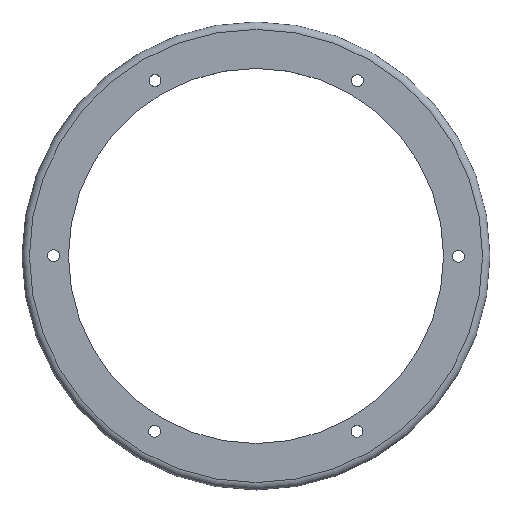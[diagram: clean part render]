
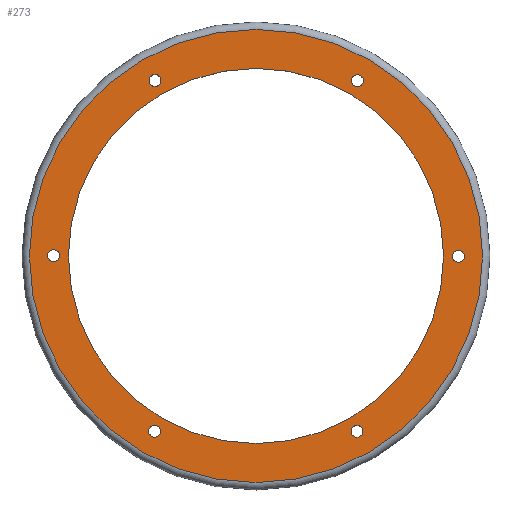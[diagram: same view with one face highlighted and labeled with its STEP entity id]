
A CAD part, top view. The second image highlights one B-rep face of the part: STEP entity #273.
In plain terms, the highlighted planar face has unit normal (0, 0, 1).
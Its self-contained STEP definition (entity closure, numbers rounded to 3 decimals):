
#22=FACE_BOUND('',#94,.T.);
#23=FACE_BOUND('',#95,.T.);
#24=FACE_BOUND('',#96,.T.);
#25=FACE_BOUND('',#97,.T.);
#26=FACE_BOUND('',#98,.T.);
#27=FACE_BOUND('',#99,.T.);
#28=FACE_BOUND('',#100,.T.);
#32=PLANE('',#319);
#70=FACE_OUTER_BOUND('',#93,.T.);
#93=EDGE_LOOP('',(#222));
#94=EDGE_LOOP('',(#223));
#95=EDGE_LOOP('',(#224));
#96=EDGE_LOOP('',(#225));
#97=EDGE_LOOP('',(#226));
#98=EDGE_LOOP('',(#227));
#99=EDGE_LOOP('',(#228));
#100=EDGE_LOOP('',(#229));
#117=CIRCLE('',#304,50.5);
#125=CIRCLE('',#314,61.);
#129=CIRCLE('',#320,1.6);
#130=CIRCLE('',#321,1.6);
#131=CIRCLE('',#322,1.6);
#132=CIRCLE('',#323,1.6);
#133=CIRCLE('',#324,1.6);
#134=CIRCLE('',#325,1.6);
#141=VERTEX_POINT('',#443);
#149=VERTEX_POINT('',#462);
#152=VERTEX_POINT('',#472);
#153=VERTEX_POINT('',#474);
#154=VERTEX_POINT('',#476);
#155=VERTEX_POINT('',#478);
#156=VERTEX_POINT('',#480);
#157=VERTEX_POINT('',#482);
#165=EDGE_CURVE('',#141,#141,#117,.T.);
#174=EDGE_CURVE('',#149,#149,#125,.T.);
#179=EDGE_CURVE('',#152,#152,#129,.T.);
#180=EDGE_CURVE('',#153,#153,#130,.T.);
#181=EDGE_CURVE('',#154,#154,#131,.T.);
#182=EDGE_CURVE('',#155,#155,#132,.T.);
#183=EDGE_CURVE('',#156,#156,#133,.T.);
#184=EDGE_CURVE('',#157,#157,#134,.T.);
#222=ORIENTED_EDGE('',*,*,#174,.F.);
#223=ORIENTED_EDGE('',*,*,#179,.T.);
#224=ORIENTED_EDGE('',*,*,#180,.T.);
#225=ORIENTED_EDGE('',*,*,#181,.T.);
#226=ORIENTED_EDGE('',*,*,#165,.T.);
#227=ORIENTED_EDGE('',*,*,#182,.T.);
#228=ORIENTED_EDGE('',*,*,#183,.T.);
#229=ORIENTED_EDGE('',*,*,#184,.T.);
#273=ADVANCED_FACE('',(#70,#22,#23,#24,#25,#26,#27,#28),#32,.T.);
#304=AXIS2_PLACEMENT_3D('',#444,#353,#354);
#314=AXIS2_PLACEMENT_3D('',#463,#374,#375);
#319=AXIS2_PLACEMENT_3D('',#471,#385,#386);
#320=AXIS2_PLACEMENT_3D('',#473,#387,#388);
#321=AXIS2_PLACEMENT_3D('',#475,#389,#390);
#322=AXIS2_PLACEMENT_3D('',#477,#391,#392);
#323=AXIS2_PLACEMENT_3D('',#479,#393,#394);
#324=AXIS2_PLACEMENT_3D('',#481,#395,#396);
#325=AXIS2_PLACEMENT_3D('',#483,#397,#398);
#353=DIRECTION('center_axis',(0.,0.,-1.));
#354=DIRECTION('ref_axis',(1.,0.,0.));
#374=DIRECTION('center_axis',(0.,0.,-1.));
#375=DIRECTION('ref_axis',(1.,0.,0.));
#385=DIRECTION('center_axis',(0.,0.,1.));
#386=DIRECTION('ref_axis',(1.,0.,0.));
#387=DIRECTION('center_axis',(0.,0.,-1.));
#388=DIRECTION('ref_axis',(-1.,0.,0.));
#389=DIRECTION('center_axis',(0.,0.,-1.));
#390=DIRECTION('ref_axis',(0.5,-0.866,0.));
#391=DIRECTION('center_axis',(0.,0.,-1.));
#392=DIRECTION('ref_axis',(-1.,0.,0.));
#393=DIRECTION('center_axis',(0.,0.,-1.));
#394=DIRECTION('ref_axis',(-1.,0.,0.));
#395=DIRECTION('center_axis',(0.,0.,-1.));
#396=DIRECTION('ref_axis',(0.5,-0.866,0.));
#397=DIRECTION('center_axis',(0.,0.,-1.));
#398=DIRECTION('ref_axis',(1.,0.,0.));
#443=CARTESIAN_POINT('',(-50.5,0.,3.));
#444=CARTESIAN_POINT('Origin',(0.,0.,3.));
#462=CARTESIAN_POINT('',(-61.,0.,3.));
#463=CARTESIAN_POINT('Origin',(0.,0.,3.));
#471=CARTESIAN_POINT('Origin',(0.,0.,3.));
#472=CARTESIAN_POINT('',(56.1,-0.068,3.));
#473=CARTESIAN_POINT('Origin',(54.5,-0.068,3.));
#474=CARTESIAN_POINT('',(-27.991,48.618,3.));
#475=CARTESIAN_POINT('Origin',(-27.191,47.233,3.));
#476=CARTESIAN_POINT('',(28.791,-47.233,3.));
#477=CARTESIAN_POINT('Origin',(27.191,-47.233,3.));
#478=CARTESIAN_POINT('',(-25.709,-47.164,3.));
#479=CARTESIAN_POINT('Origin',(-27.309,-47.164,3.));
#480=CARTESIAN_POINT('',(26.509,48.55,3.));
#481=CARTESIAN_POINT('Origin',(27.309,47.164,3.));
#482=CARTESIAN_POINT('',(-56.1,0.068,3.));
#483=CARTESIAN_POINT('Origin',(-54.5,0.068,3.));
